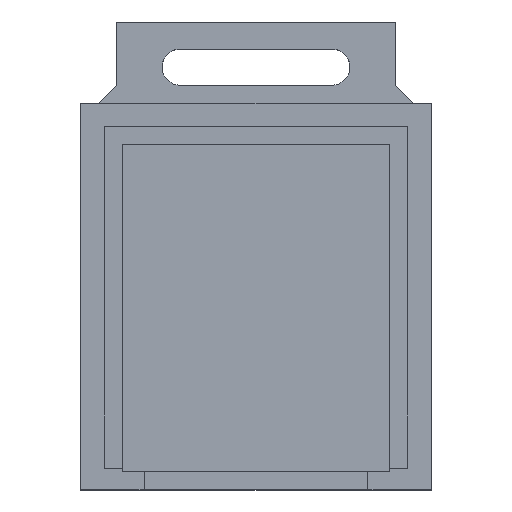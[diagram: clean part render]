
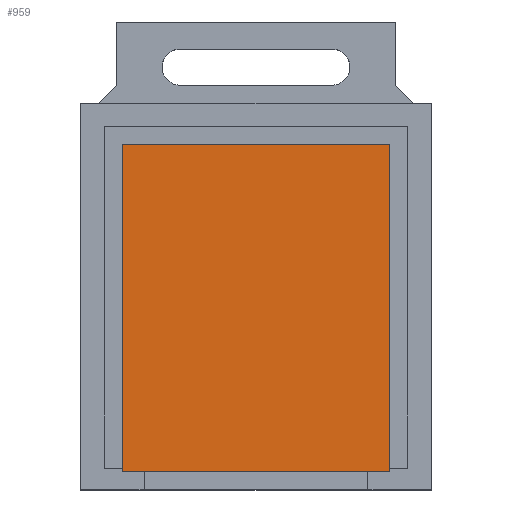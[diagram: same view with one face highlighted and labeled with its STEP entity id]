
A CAD part, top view. The second image highlights one B-rep face of the part: STEP entity #959.
In plain terms, the highlighted planar face has unit normal (0, 0, 1).
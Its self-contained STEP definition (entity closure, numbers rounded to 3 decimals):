
#698 = VERTEX_POINT('',#699);
#699 = CARTESIAN_POINT('',(7.4,14.5,0.6));
#705 = EDGE_CURVE('',#698,#706,#708,.T.);
#706 = VERTEX_POINT('',#707);
#707 = CARTESIAN_POINT('',(-7.4,14.5,0.6));
#708 = LINE('',#709,#710);
#709 = CARTESIAN_POINT('',(7.4,14.5,0.6));
#710 = VECTOR('',#711,1.);
#711 = DIRECTION('',(-1.,0.,0.));
#752 = VERTEX_POINT('',#753);
#753 = CARTESIAN_POINT('',(7.4,32.6,0.6));
#759 = EDGE_CURVE('',#752,#698,#760,.T.);
#760 = LINE('',#761,#762);
#761 = CARTESIAN_POINT('',(7.4,32.6,0.6));
#762 = VECTOR('',#763,1.);
#763 = DIRECTION('',(0.,-1.,0.));
#904 = EDGE_CURVE('',#706,#905,#907,.T.);
#905 = VERTEX_POINT('',#906);
#906 = CARTESIAN_POINT('',(-7.4,32.6,0.6));
#907 = LINE('',#908,#909);
#908 = CARTESIAN_POINT('',(-7.4,14.5,0.6));
#909 = VECTOR('',#910,1.);
#910 = DIRECTION('',(0.,1.,0.));
#959 = ADVANCED_FACE('',(#960),#971,.T.);
#960 = FACE_BOUND('',#961,.F.);
#961 = EDGE_LOOP('',(#962,#968,#969,#970));
#962 = ORIENTED_EDGE('',*,*,#963,.T.);
#963 = EDGE_CURVE('',#905,#752,#964,.T.);
#964 = LINE('',#965,#966);
#965 = CARTESIAN_POINT('',(-7.4,32.6,0.6));
#966 = VECTOR('',#967,1.);
#967 = DIRECTION('',(1.,0.,0.));
#968 = ORIENTED_EDGE('',*,*,#759,.T.);
#969 = ORIENTED_EDGE('',*,*,#705,.T.);
#970 = ORIENTED_EDGE('',*,*,#904,.T.);
#971 = PLANE('',#972);
#972 = AXIS2_PLACEMENT_3D('',#973,#974,#975);
#973 = CARTESIAN_POINT('',(0.,23.55,0.6));
#974 = DIRECTION('',(0.,0.,1.));
#975 = DIRECTION('',(1.,0.,0.));
